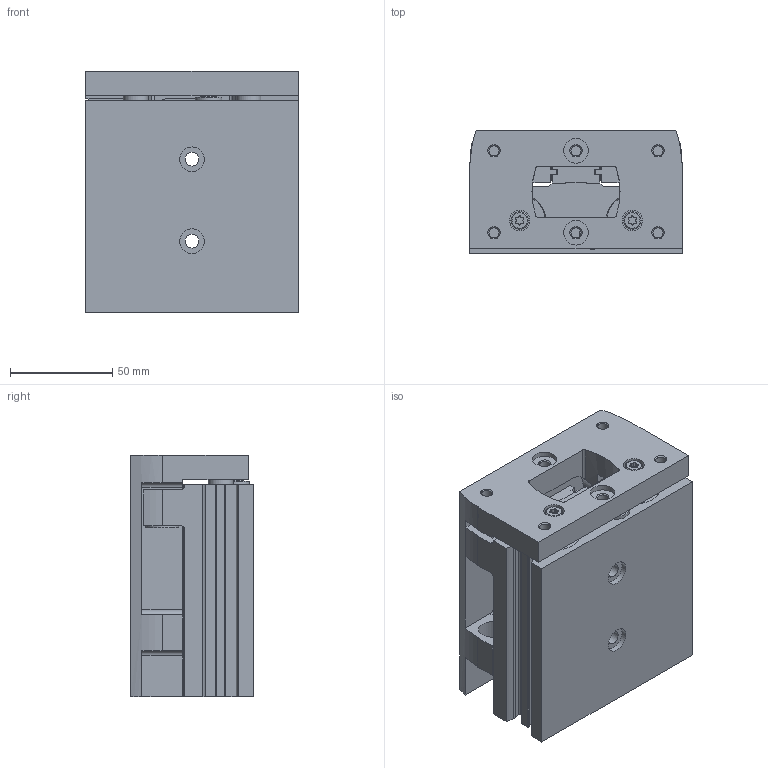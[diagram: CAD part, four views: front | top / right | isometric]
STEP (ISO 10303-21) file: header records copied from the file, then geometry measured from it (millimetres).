
FILE_DESCRIPTION(/* description */ ('STEP AP214'),/* implementation_level */ '2;1');
FILE_NAME(/* name */ '8078875_DGST-25-40-E1A',/* time_stamp */ '2024-08-16T07:48:32+02:00',/* author */ ('License CC BY-ND 4.0'),/* organization */ ('CADENAS'),/* preprocessor_version */ 'ST-DEVELOPER v19.3',/* originating_system */ 'PARTsolutions',/* authorisation */ ' ');
FILE_SCHEMA (('AUTOMOTIVE_DESIGN {1 0 10303 214 3 1 1}'));
Length unit declared in the file: millimetre
Products named in the file (3): 8078875 DGST-25-40-E1A---(0-high); 8073897 DGST-25-40---E1---(mechanical-high)h; 8073897 DGST-25-40---(mechanical-high)s
Assembly tree (2 placements, depth 2):
  8078875 DGST-25-40-E1A---(0-high)
    8073897 DGST-25-40---E1---(mechanical-high)h
    8073897 DGST-25-40---(mechanical-high)s
Bounding box: 104 x 60 x 118 mm (x, y, z)
Volume: 552164.9 mm3; surface area: 115236.3 mm2
Topology: 2 solids, 2 shells, 537 faces, 1334 edges, 877 vertices
Faces by surface type: plane 250, cylinder 249, cone 27, torus 11
Full cylindrical faces by diameter (mm): 4.917 x12, 5.5 x6, 5.6 x4, 6.5 x6, 6.647 x2, 6.98 x1, 8.5 x2, 8.566 x2, 9 x1, 10 x8, 11 x6, 12 x6, 12.1 x2, 12.917 x2, 13 x1, 16 x2, 25 x6
Entity records: 17208 total; most frequent: DIRECTION 2844, CARTESIAN_POINT 2650, ORIENTED_EDGE 2446, EDGE_CURVE 1223, AXIS2_PLACEMENT_3D 1085, VERTEX_POINT 873, EDGE_LOOP 736, FACE_BOUND 736
